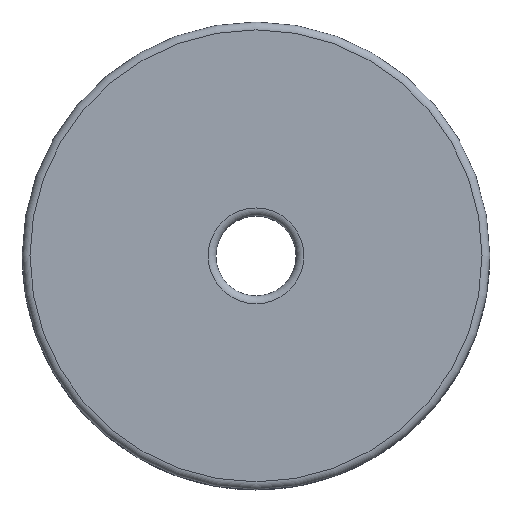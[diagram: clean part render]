
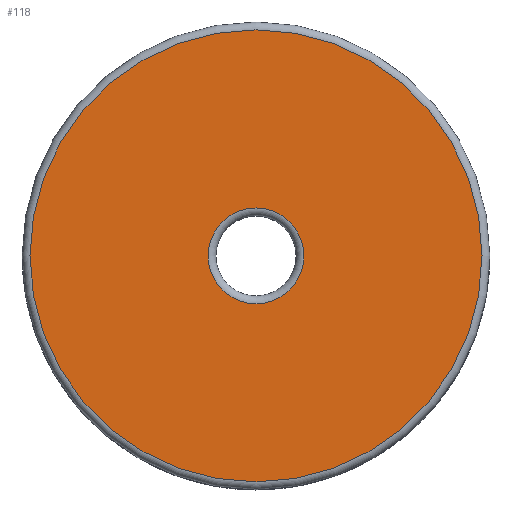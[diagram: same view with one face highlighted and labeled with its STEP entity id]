
A CAD part, top view. The second image highlights one B-rep face of the part: STEP entity #118.
In plain terms, the highlighted planar face has unit normal (0, 0, 1).
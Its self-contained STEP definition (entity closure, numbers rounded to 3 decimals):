
#13=DIRECTION('',(0.,0.,1.));
#34=DIRECTION('',(1.,0.,0.));
#68=DIRECTION('',(0.,0.,-1.));
#74=VERTEX_POINT('',#75);
#75=CARTESIAN_POINT('',(28.55,0.,10.6));
#81=ORIENTED_EDGE('',*,*,#82,.F.);
#82=EDGE_CURVE('',#74,#74,#83,.T.);
#83=CIRCLE('',#84,14.4);
#84=AXIS2_PLACEMENT_3D('',#85,#13,#34);
#85=CARTESIAN_POINT('',(14.15,0.,10.6));
#117=DIRECTION('',(-1.,0.,0.));
#118=ADVANCED_FACE('',(#119,#126),#128,.F.);
#119=FACE_BOUND('',#120,.F.);
#120=EDGE_LOOP('',(#121));
#121=ORIENTED_EDGE('',*,*,#122,.T.);
#122=EDGE_CURVE('',#123,#123,#125,.T.);
#123=VERTEX_POINT('',#124);
#124=CARTESIAN_POINT('',(17.2,0.,10.6));
#125=CIRCLE('',#84,3.05);
#126=FACE_BOUND('',#127,.F.);
#127=EDGE_LOOP('',(#81));
#128=PLANE('',#129);
#129=AXIS2_PLACEMENT_3D('',#130,#68,#117);
#130=CARTESIAN_POINT('',(29.05,0.,10.6));
